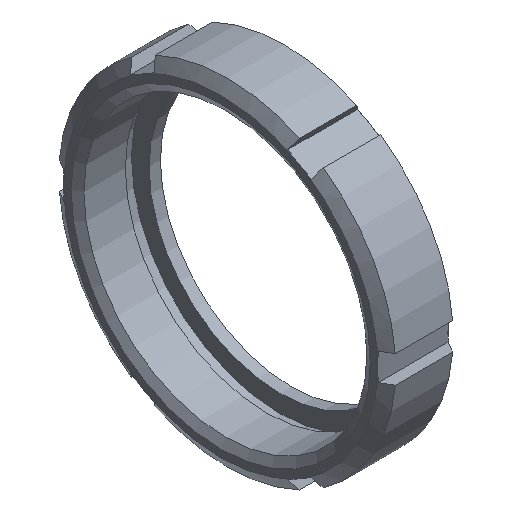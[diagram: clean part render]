
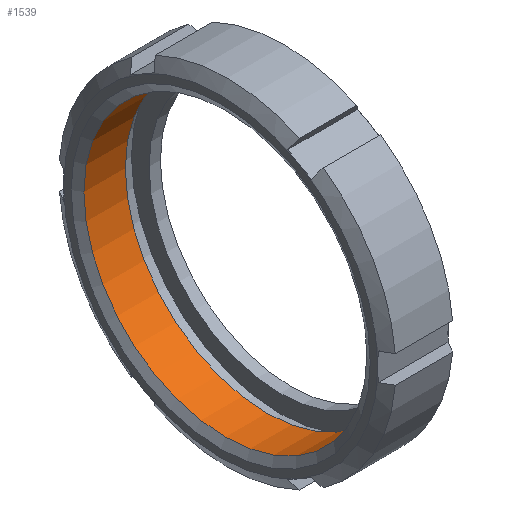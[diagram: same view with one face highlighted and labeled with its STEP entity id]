
A CAD part, isometric view. The second image highlights one B-rep face of the part: STEP entity #1539.
In plain terms, the highlighted cylindrical face has radius 62.145 mm (diameter 124.29 mm), a full revolution.
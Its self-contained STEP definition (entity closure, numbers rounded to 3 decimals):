
#1505=CARTESIAN_POINT('',(-10.764,62.145,0.0));
#1506=VERTEX_POINT('',#1505);
#1507=CARTESIAN_POINT('',(-10.764,0.0,0.0));
#1508=DIRECTION('',(1.0,0.0,0.0));
#1509=DIRECTION('',(0.0,1.0,0.0));
#1510=AXIS2_PLACEMENT_3D('',#1507,#1508,#1509);
#1511=CIRCLE('',#1510,62.145);
#1512=EDGE_CURVE('',#1506,#1506,#1511,.T.);
#1520=CARTESIAN_POINT('',(-19.856,0.0,0.0));
#1521=DIRECTION('',(1.0,0.0,0.0));
#1522=DIRECTION('',(0.0,1.0,0.0));
#1523=AXIS2_PLACEMENT_3D('',#1520,#1521,#1522);
#1524=CYLINDRICAL_SURFACE('',#1523,62.145);
#1525=CARTESIAN_POINT('',(-28.948,62.145,0.0));
#1526=VERTEX_POINT('',#1525);
#1527=CARTESIAN_POINT('',(-28.948,0.0,0.0));
#1528=DIRECTION('',(1.0,0.0,0.0));
#1529=DIRECTION('',(0.0,1.0,0.0));
#1530=AXIS2_PLACEMENT_3D('',#1527,#1528,#1529);
#1531=CIRCLE('',#1530,62.145);
#1532=EDGE_CURVE('',#1526,#1526,#1531,.T.);
#1533=ORIENTED_EDGE('',*,*,#1532,.F.);
#1534=EDGE_LOOP('',(#1533));
#1535=FACE_OUTER_BOUND('',#1534,.T.);
#1536=ORIENTED_EDGE('',*,*,#1512,.T.);
#1537=EDGE_LOOP('',(#1536));
#1538=FACE_BOUND('',#1537,.T.);
#1539=ADVANCED_FACE('',(#1535,#1538),#1524,.F.);
